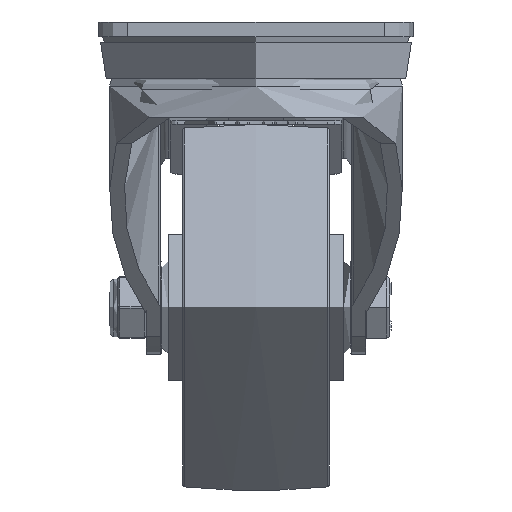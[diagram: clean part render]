
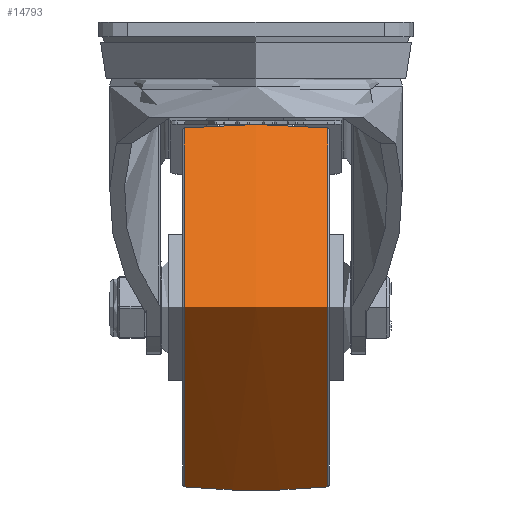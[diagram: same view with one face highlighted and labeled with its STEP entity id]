
A CAD part, left-side view. The second image highlights one B-rep face of the part: STEP entity #14793.
In plain terms, the highlighted free-form (B-spline) face has degree [2, 2] with [3, 9] control points.
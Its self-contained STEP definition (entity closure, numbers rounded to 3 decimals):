
#67=(
BOUNDED_SURFACE()
B_SPLINE_SURFACE(2,2,((#23777,#23778,#23779,#23780,#23781,#23782,#23783,
#23784,#23785),(#23786,#23787,#23788,#23789,#23790,#23791,#23792,#23793,
#23794),(#23795,#23796,#23797,#23798,#23799,#23800,#23801,#23802,#23803)),
 .UNSPECIFIED.,.F.,.T.,.F.)
B_SPLINE_SURFACE_WITH_KNOTS((3,3),(3,2,2,2,3),(-0.098,0.098),
(-3.142,-1.571,0.,1.571,3.142),
 .UNSPECIFIED.)
GEOMETRIC_REPRESENTATION_ITEM()
RATIONAL_B_SPLINE_SURFACE(((1.,0.707,1.,0.707,1.,
0.707,1.,0.707,1.),(0.995,0.704,
0.995,0.704,0.995,0.704,0.995,
0.704,0.995),(1.,0.707,1.,0.707,
1.,0.707,1.,0.707,1.)))
REPRESENTATION_ITEM('')
SURFACE()
);
#1940=FACE_OUTER_BOUND('',#2828,.T.);
#2828=EDGE_LOOP('',(#11942,#11943,#11944,#11945));
#5888=CIRCLE('',#16226,49.045);
#5889=CIRCLE('',#16227,200.5);
#5890=CIRCLE('',#16228,49.045);
#6900=VERTEX_POINT('',#23774);
#6901=VERTEX_POINT('',#23804);
#8688=EDGE_CURVE('',#6900,#6900,#5888,.T.);
#8689=EDGE_CURVE('',#6900,#6901,#5889,.T.);
#8690=EDGE_CURVE('',#6901,#6901,#5890,.T.);
#11942=ORIENTED_EDGE('',*,*,#8688,.F.);
#11943=ORIENTED_EDGE('',*,*,#8689,.T.);
#11944=ORIENTED_EDGE('',*,*,#8690,.T.);
#11945=ORIENTED_EDGE('',*,*,#8689,.F.);
#14793=ADVANCED_FACE('',(#1940),#67,.F.);
#16226=AXIS2_PLACEMENT_3D('',#23776,#19111,#19112);
#16227=AXIS2_PLACEMENT_3D('',#23805,#19113,#19114);
#16228=AXIS2_PLACEMENT_3D('',#23806,#19115,#19116);
#19111=DIRECTION('center_axis',(0.,1.,0.));
#19112=DIRECTION('ref_axis',(0.,0.,1.));
#19113=DIRECTION('center_axis',(-1.,0.,0.));
#19114=DIRECTION('ref_axis',(0.,0.,-1.));
#19115=DIRECTION('center_axis',(0.,1.,0.));
#19116=DIRECTION('ref_axis',(0.,0.,1.));
#23774=CARTESIAN_POINT('',(0.,19.549,-49.045));
#23776=CARTESIAN_POINT('Origin',(0.,19.549,0.));
#23777=CARTESIAN_POINT('Ctrl Pts',(0.,-19.549,-49.045));
#23778=CARTESIAN_POINT('Ctrl Pts',(-49.045,-19.549,-49.045));
#23779=CARTESIAN_POINT('Ctrl Pts',(-49.045,-19.549,0.));
#23780=CARTESIAN_POINT('Ctrl Pts',(-49.045,-19.549,49.045));
#23781=CARTESIAN_POINT('Ctrl Pts',(0.,-19.549,49.045));
#23782=CARTESIAN_POINT('Ctrl Pts',(49.045,-19.549,49.045));
#23783=CARTESIAN_POINT('Ctrl Pts',(49.045,-19.549,0.));
#23784=CARTESIAN_POINT('Ctrl Pts',(49.045,-19.549,-49.045));
#23785=CARTESIAN_POINT('Ctrl Pts',(0.,-19.549,-49.045));
#23786=CARTESIAN_POINT('Ctrl Pts',(0.,0.,-50.96));
#23787=CARTESIAN_POINT('Ctrl Pts',(-50.96,0.,
-50.96));
#23788=CARTESIAN_POINT('Ctrl Pts',(-50.96,0.,
0.));
#23789=CARTESIAN_POINT('Ctrl Pts',(-50.96,0.,
50.96));
#23790=CARTESIAN_POINT('Ctrl Pts',(0.,0.,50.96));
#23791=CARTESIAN_POINT('Ctrl Pts',(50.96,0.,
50.96));
#23792=CARTESIAN_POINT('Ctrl Pts',(50.96,0.,
0.));
#23793=CARTESIAN_POINT('Ctrl Pts',(50.96,0.,
-50.96));
#23794=CARTESIAN_POINT('Ctrl Pts',(0.,0.,-50.96));
#23795=CARTESIAN_POINT('Ctrl Pts',(0.,19.549,-49.045));
#23796=CARTESIAN_POINT('Ctrl Pts',(-49.045,19.549,-49.045));
#23797=CARTESIAN_POINT('Ctrl Pts',(-49.045,19.549,0.));
#23798=CARTESIAN_POINT('Ctrl Pts',(-49.045,19.549,49.045));
#23799=CARTESIAN_POINT('Ctrl Pts',(0.,19.549,49.045));
#23800=CARTESIAN_POINT('Ctrl Pts',(49.045,19.549,49.045));
#23801=CARTESIAN_POINT('Ctrl Pts',(49.045,19.549,0.));
#23802=CARTESIAN_POINT('Ctrl Pts',(49.045,19.549,-49.045));
#23803=CARTESIAN_POINT('Ctrl Pts',(0.,19.549,-49.045));
#23804=CARTESIAN_POINT('',(0.,-19.549,-49.045));
#23805=CARTESIAN_POINT('Origin',(0.,0.,
150.5));
#23806=CARTESIAN_POINT('Origin',(0.,-19.549,0.));
